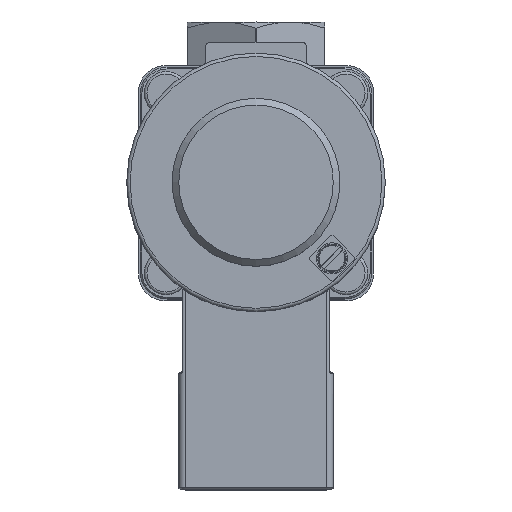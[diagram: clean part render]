
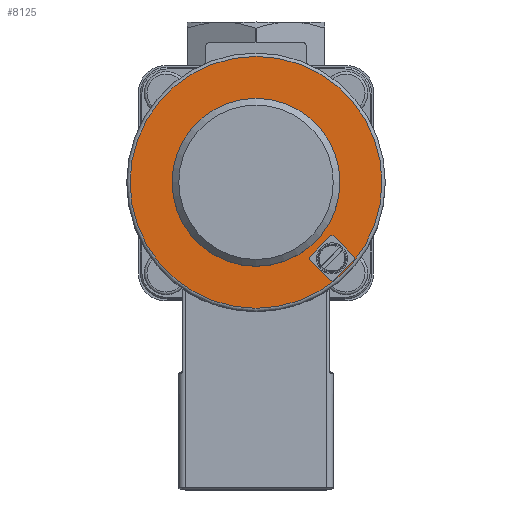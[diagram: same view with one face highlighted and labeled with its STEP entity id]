
A CAD part, top view. The second image highlights one B-rep face of the part: STEP entity #8125.
In plain terms, the highlighted planar face has unit normal (0, 0, 1).
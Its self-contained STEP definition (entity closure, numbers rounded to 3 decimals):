
#450=LINE('',#13558,#864);
#461=LINE('',#13579,#875);
#462=LINE('',#13582,#876);
#464=LINE('',#13586,#878);
#466=LINE('',#13590,#880);
#468=LINE('',#13594,#882);
#470=LINE('',#13598,#884);
#472=LINE('',#13601,#886);
#864=VECTOR('',#10055,9.);
#875=VECTOR('',#10070,0.707);
#876=VECTOR('',#10073,0.707);
#878=VECTOR('',#10077,9.);
#880=VECTOR('',#10081,0.707);
#882=VECTOR('',#10085,9.);
#884=VECTOR('',#10089,0.707);
#886=VECTOR('',#10093,9.);
#1860=PLANE('',#8734);
#2132=FACE_BOUND('',#2871,.T.);
#2133=FACE_BOUND('',#2872,.T.);
#2374=FACE_OUTER_BOUND('',#2870,.T.);
#2870=EDGE_LOOP('',(#6457));
#2871=EDGE_LOOP('',(#6458,#6459,#6460,#6461,#6462,#6463,#6464,#6465));
#2872=EDGE_LOOP('',(#6466));
#3323=CIRCLE('',#8735,37.5);
#3324=CIRCLE('',#8736,23.);
#3858=VERTEX_POINT('',#13554);
#3860=VERTEX_POINT('',#13557);
#3868=VERTEX_POINT('',#13577);
#3869=VERTEX_POINT('',#13581);
#3870=VERTEX_POINT('',#13585);
#3871=VERTEX_POINT('',#13589);
#3872=VERTEX_POINT('',#13593);
#3873=VERTEX_POINT('',#13597);
#3876=VERTEX_POINT('',#13608);
#3877=VERTEX_POINT('',#13610);
#4785=EDGE_CURVE('',#3860,#3858,#450,.T.);
#4796=EDGE_CURVE('',#3858,#3868,#461,.T.);
#4797=EDGE_CURVE('',#3869,#3860,#462,.T.);
#4799=EDGE_CURVE('',#3870,#3869,#464,.T.);
#4801=EDGE_CURVE('',#3871,#3870,#466,.T.);
#4803=EDGE_CURVE('',#3872,#3871,#468,.T.);
#4805=EDGE_CURVE('',#3873,#3872,#470,.T.);
#4807=EDGE_CURVE('',#3868,#3873,#472,.T.);
#4810=EDGE_CURVE('',#3876,#3876,#3323,.T.);
#4811=EDGE_CURVE('',#3877,#3877,#3324,.T.);
#6457=ORIENTED_EDGE('',*,*,#4810,.F.);
#6458=ORIENTED_EDGE('',*,*,#4785,.T.);
#6459=ORIENTED_EDGE('',*,*,#4796,.T.);
#6460=ORIENTED_EDGE('',*,*,#4807,.T.);
#6461=ORIENTED_EDGE('',*,*,#4805,.T.);
#6462=ORIENTED_EDGE('',*,*,#4803,.T.);
#6463=ORIENTED_EDGE('',*,*,#4801,.T.);
#6464=ORIENTED_EDGE('',*,*,#4799,.T.);
#6465=ORIENTED_EDGE('',*,*,#4797,.T.);
#6466=ORIENTED_EDGE('',*,*,#4811,.F.);
#8125=ADVANCED_FACE('',(#2374,#2132,#2133),#1860,.T.);
#8734=AXIS2_PLACEMENT_3D('',#13607,#10100,#10101);
#8735=AXIS2_PLACEMENT_3D('',#13609,#10102,#10103);
#8736=AXIS2_PLACEMENT_3D('',#13611,#10104,#10105);
#10055=DIRECTION('',(-0.707,-0.707,0.));
#10070=DIRECTION('',(-1.,0.,0.));
#10073=DIRECTION('',(0.,-1.,0.));
#10077=DIRECTION('',(0.707,-0.707,0.));
#10081=DIRECTION('',(1.,0.,0.));
#10085=DIRECTION('',(0.707,0.707,0.));
#10089=DIRECTION('',(0.,1.,0.));
#10093=DIRECTION('',(-0.707,0.707,0.));
#10100=DIRECTION('center_axis',(0.,0.,
1.));
#10101=DIRECTION('ref_axis',(0.,-1.,0.));
#10102=DIRECTION('center_axis',(0.,0.,
-1.));
#10103=DIRECTION('ref_axis',(1.,0.,0.));
#10104=DIRECTION('center_axis',(0.,0.,
1.));
#10105=DIRECTION('ref_axis',(1.,0.,0.));
#13554=CARTESIAN_POINT('',(22.981,-29.345,162.5));
#13557=CARTESIAN_POINT('',(29.345,-22.981,162.5));
#13558=CARTESIAN_POINT('',(20.806,-31.52,162.5));
#13577=CARTESIAN_POINT('',(22.274,-29.345,162.5));
#13579=CARTESIAN_POINT('',(-2.936,-29.345,162.5));
#13581=CARTESIAN_POINT('',(29.345,-22.274,162.5));
#13582=CARTESIAN_POINT('',(29.345,-11.314,162.5));
#13585=CARTESIAN_POINT('',(22.981,-15.91,162.5));
#13586=CARTESIAN_POINT('',(5.956,1.115,162.5));
#13589=CARTESIAN_POINT('',(22.274,-15.91,162.5));
#13590=CARTESIAN_POINT('',(-2.936,-15.91,162.5));
#13593=CARTESIAN_POINT('',(15.91,-22.274,162.5));
#13594=CARTESIAN_POINT('',(10.199,-27.985,162.5));
#13597=CARTESIAN_POINT('',(15.91,-22.981,162.5));
#13598=CARTESIAN_POINT('',(15.91,-11.314,162.5));
#13601=CARTESIAN_POINT('',(2.421,-9.492,162.5));
#13607=CARTESIAN_POINT('Origin',(-28.5,0.,162.5));
#13608=CARTESIAN_POINT('',(-37.5,0.,162.5));
#13609=CARTESIAN_POINT('Origin',(0.,0.,
162.5));
#13610=CARTESIAN_POINT('',(-23.,0.,162.5));
#13611=CARTESIAN_POINT('Origin',(0.,0.,
162.5));
